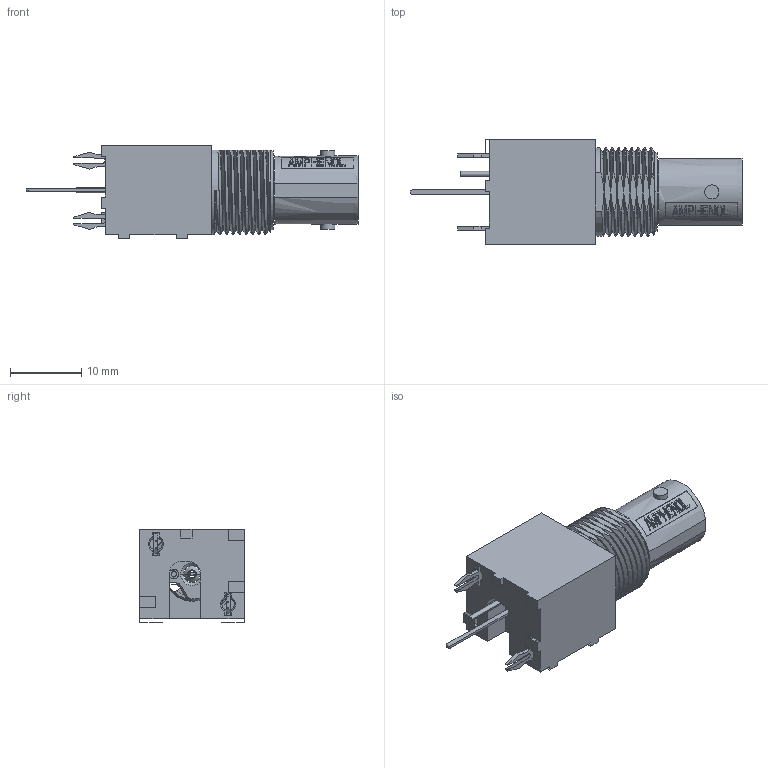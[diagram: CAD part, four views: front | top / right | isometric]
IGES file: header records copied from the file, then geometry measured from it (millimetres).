
Start section:  PTC IGES file: 031-5540-1010.igs
Global section: file name: 031-5540-1010.igs; native system: Pro/ENGINEER by Parametric Technology Corporation; preprocessor: 2010160; author: Admin; organization: Unknown; date: 20110113.163312; units: millimetre
Bounding box: 46.74 x 14.73 x 13.16 mm (x, y, z)
Surface area: 2788.9 mm2 (no closed solid volume)
Topology: 0 solids, 0 shells, 217 faces, 1695 edges, 1694 vertices
Faces by surface type: bspline 137, revolution 80
